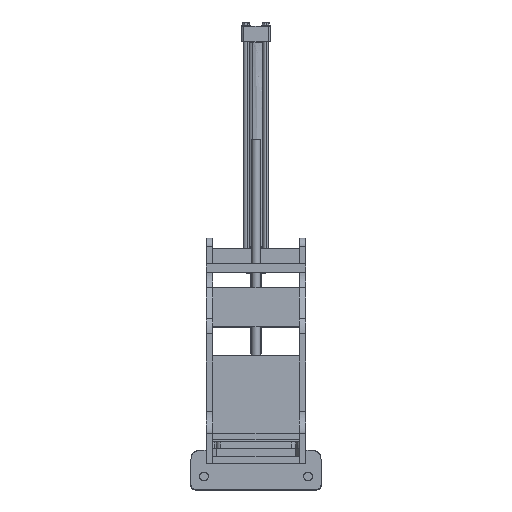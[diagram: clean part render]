
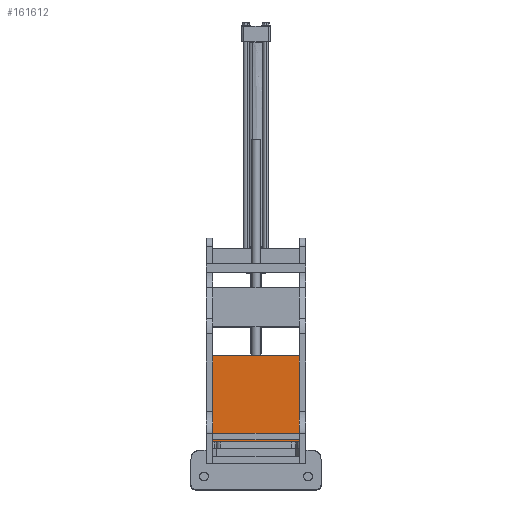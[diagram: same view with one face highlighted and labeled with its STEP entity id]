
A CAD part, top view. The second image highlights one B-rep face of the part: STEP entity #161612.
In plain terms, the highlighted free-form (B-spline) face has degree [1, 1] with [2, 2] control points.
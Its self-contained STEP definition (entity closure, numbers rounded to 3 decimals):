
#161612 = ADVANCED_FACE('',(#161613),#161699,.T.);
#161613 = FACE_BOUND('',#161614,.T.);
#161614 = EDGE_LOOP('',(#161615,#161624,#161631,#161638,#161645,#161652,
    #161659,#161666,#161673,#161680,#161687,#161694));
#161615 = ORIENTED_EDGE('',*,*,#161616,.T.);
#161616 = EDGE_CURVE('',#161617,#161619,#161621,.T.);
#161617 = VERTEX_POINT('',#161618);
#161618 = CARTESIAN_POINT('',(0.,56.96,-187.968));
#161619 = VERTEX_POINT('',#161620);
#161620 = CARTESIAN_POINT('',(-262.015,56.96,
    -187.968));
#161621 = B_SPLINE_CURVE_WITH_KNOTS('',1,(#161622,#161623),
  .UNSPECIFIED.,.F.,.F.,(2,2),(0.,230.),.PIECEWISE_BEZIER_KNOTS.);
#161622 = CARTESIAN_POINT('',(0.,56.96,-187.968));
#161623 = CARTESIAN_POINT('',(-262.015,56.96,
    -187.968));
#161624 = ORIENTED_EDGE('',*,*,#161625,.T.);
#161625 = EDGE_CURVE('',#161619,#161626,#161628,.T.);
#161626 = VERTEX_POINT('',#161627);
#161627 = CARTESIAN_POINT('',(-262.015,142.4,
    -187.968));
#161628 = B_SPLINE_CURVE_WITH_KNOTS('',1,(#161629,#161630),
  .UNSPECIFIED.,.F.,.F.,(2,2),(0.,75.),.PIECEWISE_BEZIER_KNOTS.);
#161629 = CARTESIAN_POINT('',(-262.015,56.96,
    -187.968));
#161630 = CARTESIAN_POINT('',(-262.015,142.4,
    -187.968));
#161631 = ORIENTED_EDGE('',*,*,#161632,.T.);
#161632 = EDGE_CURVE('',#161626,#161633,#161635,.T.);
#161633 = VERTEX_POINT('',#161634);
#161634 = CARTESIAN_POINT('',(-244.927,142.4,
    -187.968));
#161635 = B_SPLINE_CURVE_WITH_KNOTS('',1,(#161636,#161637),
  .UNSPECIFIED.,.F.,.F.,(2,2),(0.,15.),.PIECEWISE_BEZIER_KNOTS.);
#161636 = CARTESIAN_POINT('',(-262.015,142.4,
    -187.968));
#161637 = CARTESIAN_POINT('',(-244.927,142.4,
    -187.968));
#161638 = ORIENTED_EDGE('',*,*,#161639,.T.);
#161639 = EDGE_CURVE('',#161633,#161640,#161642,.T.);
#161640 = VERTEX_POINT('',#161641);
#161641 = CARTESIAN_POINT('',(-244.927,199.36,
    -187.968));
#161642 = B_SPLINE_CURVE_WITH_KNOTS('',1,(#161643,#161644),
  .UNSPECIFIED.,.F.,.F.,(2,2),(0.,50.),.PIECEWISE_BEZIER_KNOTS.);
#161643 = CARTESIAN_POINT('',(-244.927,142.4,
    -187.968));
#161644 = CARTESIAN_POINT('',(-244.927,199.36,
    -187.968));
#161645 = ORIENTED_EDGE('',*,*,#161646,.T.);
#161646 = EDGE_CURVE('',#161640,#161647,#161649,.T.);
#161647 = VERTEX_POINT('',#161648);
#161648 = CARTESIAN_POINT('',(-262.015,199.36,
    -187.968));
#161649 = B_SPLINE_CURVE_WITH_KNOTS('',1,(#161650,#161651),
  .UNSPECIFIED.,.F.,.F.,(2,2),(0.,15.),.PIECEWISE_BEZIER_KNOTS.);
#161650 = CARTESIAN_POINT('',(-244.927,199.36,
    -187.968));
#161651 = CARTESIAN_POINT('',(-262.015,199.36,
    -187.968));
#161652 = ORIENTED_EDGE('',*,*,#161653,.T.);
#161653 = EDGE_CURVE('',#161647,#161654,#161656,.T.);
#161654 = VERTEX_POINT('',#161655);
#161655 = CARTESIAN_POINT('',(-262.015,284.799,
    -187.968));
#161656 = B_SPLINE_CURVE_WITH_KNOTS('',1,(#161657,#161658),
  .UNSPECIFIED.,.F.,.F.,(2,2),(0.,75.),.PIECEWISE_BEZIER_KNOTS.);
#161657 = CARTESIAN_POINT('',(-262.015,199.36,
    -187.968));
#161658 = CARTESIAN_POINT('',(-262.015,284.799,
    -187.968));
#161659 = ORIENTED_EDGE('',*,*,#161660,.T.);
#161660 = EDGE_CURVE('',#161654,#161661,#161663,.T.);
#161661 = VERTEX_POINT('',#161662);
#161662 = CARTESIAN_POINT('',(0.,284.799,-187.968));
#161663 = B_SPLINE_CURVE_WITH_KNOTS('',1,(#161664,#161665),
  .UNSPECIFIED.,.F.,.F.,(2,2),(0.,230.),.PIECEWISE_BEZIER_KNOTS.);
#161664 = CARTESIAN_POINT('',(-262.015,284.799,
    -187.968));
#161665 = CARTESIAN_POINT('',(0.,284.799,-187.968));
#161666 = ORIENTED_EDGE('',*,*,#161667,.T.);
#161667 = EDGE_CURVE('',#161661,#161668,#161670,.T.);
#161668 = VERTEX_POINT('',#161669);
#161669 = CARTESIAN_POINT('',(0.,199.36,-187.968));
#161670 = B_SPLINE_CURVE_WITH_KNOTS('',1,(#161671,#161672),
  .UNSPECIFIED.,.F.,.F.,(2,2),(0.,75.),.PIECEWISE_BEZIER_KNOTS.);
#161671 = CARTESIAN_POINT('',(0.,284.799,-187.968));
#161672 = CARTESIAN_POINT('',(0.,199.36,-187.968));
#161673 = ORIENTED_EDGE('',*,*,#161674,.T.);
#161674 = EDGE_CURVE('',#161668,#161675,#161677,.T.);
#161675 = VERTEX_POINT('',#161676);
#161676 = CARTESIAN_POINT('',(-17.088,199.36,
    -187.968));
#161677 = B_SPLINE_CURVE_WITH_KNOTS('',1,(#161678,#161679),
  .UNSPECIFIED.,.F.,.F.,(2,2),(0.,15.),.PIECEWISE_BEZIER_KNOTS.);
#161678 = CARTESIAN_POINT('',(0.,199.36,-187.968));
#161679 = CARTESIAN_POINT('',(-17.088,199.36,
    -187.968));
#161680 = ORIENTED_EDGE('',*,*,#161681,.T.);
#161681 = EDGE_CURVE('',#161675,#161682,#161684,.T.);
#161682 = VERTEX_POINT('',#161683);
#161683 = CARTESIAN_POINT('',(-17.088,142.4,
    -187.968));
#161684 = B_SPLINE_CURVE_WITH_KNOTS('',1,(#161685,#161686),
  .UNSPECIFIED.,.F.,.F.,(2,2),(0.,50.),.PIECEWISE_BEZIER_KNOTS.);
#161685 = CARTESIAN_POINT('',(-17.088,199.36,
    -187.968));
#161686 = CARTESIAN_POINT('',(-17.088,142.4,
    -187.968));
#161687 = ORIENTED_EDGE('',*,*,#161688,.T.);
#161688 = EDGE_CURVE('',#161682,#161689,#161691,.T.);
#161689 = VERTEX_POINT('',#161690);
#161690 = CARTESIAN_POINT('',(0.,142.4,-187.968));
#161691 = B_SPLINE_CURVE_WITH_KNOTS('',1,(#161692,#161693),
  .UNSPECIFIED.,.F.,.F.,(2,2),(0.,15.),.PIECEWISE_BEZIER_KNOTS.);
#161692 = CARTESIAN_POINT('',(-17.088,142.4,
    -187.968));
#161693 = CARTESIAN_POINT('',(0.,142.4,-187.968));
#161694 = ORIENTED_EDGE('',*,*,#161695,.T.);
#161695 = EDGE_CURVE('',#161689,#161617,#161696,.T.);
#161696 = B_SPLINE_CURVE_WITH_KNOTS('',1,(#161697,#161698),
  .UNSPECIFIED.,.F.,.F.,(2,2),(0.,75.),.PIECEWISE_BEZIER_KNOTS.);
#161697 = CARTESIAN_POINT('',(0.,142.4,-187.968));
#161698 = CARTESIAN_POINT('',(0.,56.96,-187.968));
#161699 = B_SPLINE_SURFACE_WITH_KNOTS('',1,1,(
    (#161700,#161701)
    ,(#161702,#161703
    )),.UNSPECIFIED.,.F.,.F.,.F.,(2,2),(2,2),(0.,1.),(0.,1.),
  .PIECEWISE_BEZIER_KNOTS.);
#161700 = CARTESIAN_POINT('',(0.,56.96,-187.968));
#161701 = CARTESIAN_POINT('',(0.,284.799,-187.968));
#161702 = CARTESIAN_POINT('',(-262.015,56.96,
    -187.968));
#161703 = CARTESIAN_POINT('',(-262.015,284.799,
    -187.968));
